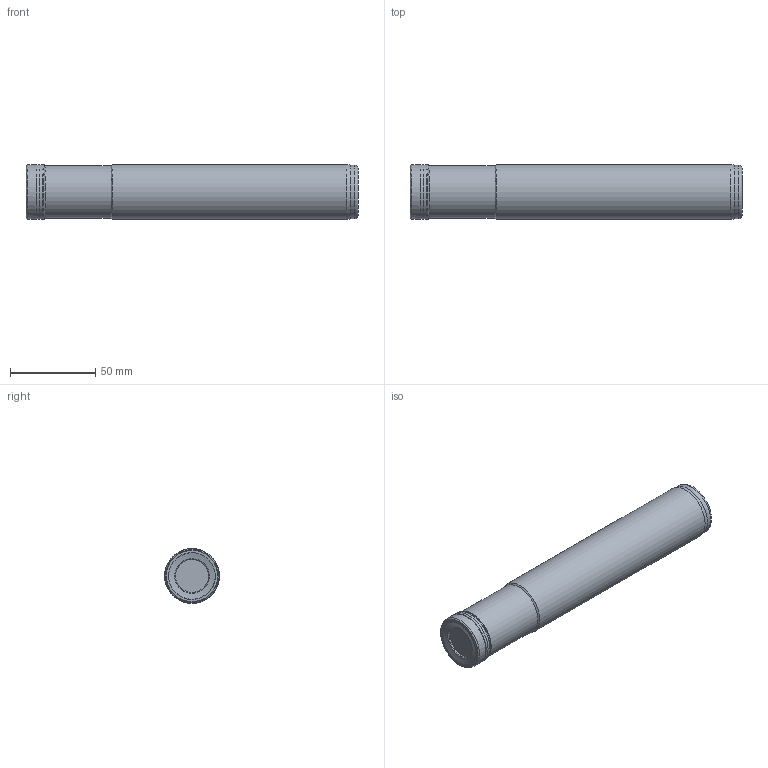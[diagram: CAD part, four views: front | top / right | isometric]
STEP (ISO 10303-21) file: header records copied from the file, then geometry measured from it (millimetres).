
FILE_DESCRIPTION(/* description */ (''),/* implementation_level */ '2;1');
FILE_NAME(/* name */ 'AEM90-AD11-D32-C32-L195-Z05-H.stp',/* time_stamp */ '2023-10-19T09:20:15+03:00',/* author */ (''),/* organization */ (''),/* preprocessor_version */ 'ST-DEVELOPER v19.4',/* originating_system */ 'SIEMENS PLM Software NX2306.3001',/* authorisation */ '');
FILE_SCHEMA (('AUTOMOTIVE_DESIGN { 1 0 10303 214 3 1 1 1 }'));
Length unit declared in the file: millimetre
Products named in the file (1): AEM90-AD11-D32-C32-L195-Z05-H
Bounding box: 195 x 32.3 x 32.3 mm (x, y, z)
Volume: 159933.9 mm3; surface area: 23518.6 mm2
Topology: 2 solids, 2 shells, 35 faces, 87 edges, 55 vertices
Faces by surface type: revolution 20, cone 5, torus 4, cylinder 3, plane 3
Full cylindrical faces by diameter (mm): 30.75 x1, 31.5 x1, 32.3 x1
Entity records: 894 total; most frequent: CARTESIAN_POINT 267, DIRECTION 122, EDGE_LOOP 68, ORIENTED_EDGE 68, FACE_BOUND 66, AXIS2_PLACEMENT_3D 50, ADVANCED_FACE 35, VERTEX_POINT 34
